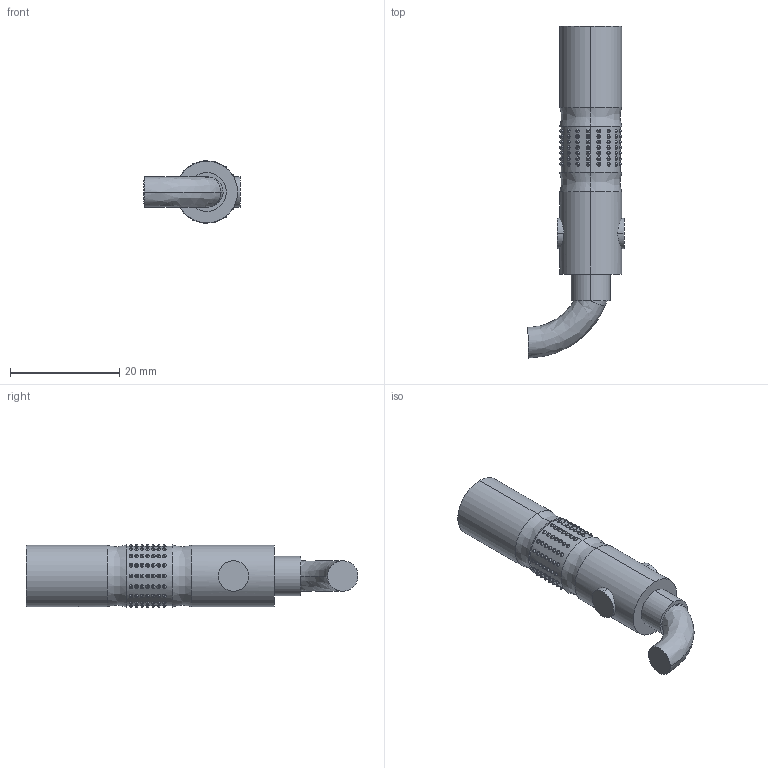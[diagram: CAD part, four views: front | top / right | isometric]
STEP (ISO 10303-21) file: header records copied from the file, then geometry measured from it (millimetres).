
FILE_DESCRIPTION (( 'STEP AP214' ), '1' );
FILE_NAME ('265-CAB-5K.STEP', '2016-07-14T09:14:48', ( 'allectra' ), ( 'Microsoft' ), 'SwSTEP 2.0', 'SolidWorks 2014', '' );
FILE_SCHEMA (( 'AUTOMOTIVE_DESIGN' ));
Length unit declared in the file: millimetre
Products named in the file (2): 265-CAB-5K
Bounding box: 17.62 x 60.85 x 11.57 mm (x, y, z)
Volume: 4629.5 mm3; surface area: 2475.3 mm2
Topology: 1 solids, 1 shells, 519 faces, 1295 edges, 668 vertices
Faces by surface type: bspline 484, cylinder 18, plane 15, cone 2
Entity records: 21453 total; most frequent: CARTESIAN_POINT 12117, ORIENTED_EDGE 2114, DIRECTION 1651, EDGE_CURVE 1057, AXIS2_PLACEMENT_3D 810, CIRCLE 773, VERTEX_POINT 668, EDGE_LOOP 647
